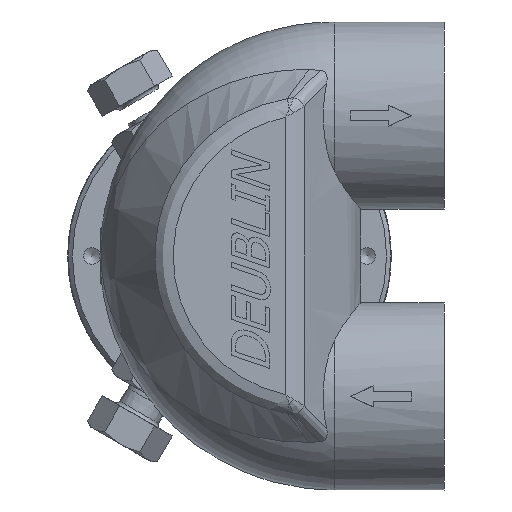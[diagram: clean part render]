
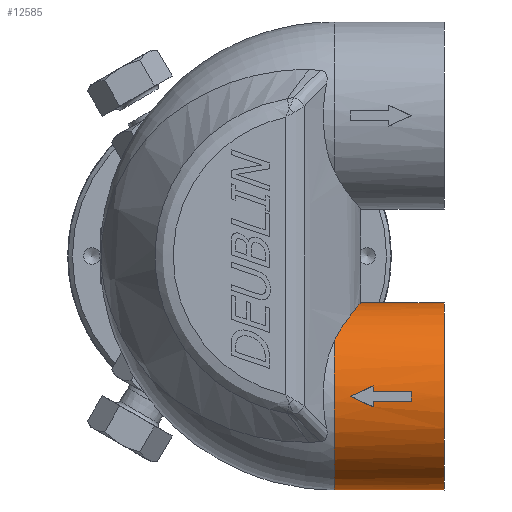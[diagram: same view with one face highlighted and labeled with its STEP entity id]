
A CAD part, left-side view. The second image highlights one B-rep face of the part: STEP entity #12585.
In plain terms, the highlighted cylindrical face has radius 17 mm (diameter 34 mm), a full revolution.
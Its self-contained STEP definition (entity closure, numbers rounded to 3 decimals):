
#419=ELLIPSE('',#13447,40.225,17.);
#420=ELLIPSE('',#13455,40.225,17.);
#511=FACE_BOUND('',#2761,.T.);
#1203=B_SPLINE_CURVE_WITH_KNOTS('',3,(#27843,#27844,#27845,#27846,#27847,
#27848,#27849,#27850,#27851,#27852,#27853,#27854,#27855,#27856),
 .UNSPECIFIED.,.F.,.F.,(4,2,2,2,2,2,4),(-0.309,-0.272,
-0.235,-0.166,-0.089,-0.045,
0.),.UNSPECIFIED.);
#1225=B_SPLINE_CURVE_WITH_KNOTS('',3,(#29428,#29429,#29430,#29431,#29432,
#29433,#29434,#29435),.UNSPECIFIED.,.F.,.F.,(4,2,2,4),(-2.683,
-1.148,-0.554,0.),
 .UNSPECIFIED.);
#1232=B_SPLINE_CURVE_WITH_KNOTS('',3,(#30156,#30157,#30158,#30159,#30160,
#30161,#30162,#30163,#30164,#30165,#30166,#30167),.UNSPECIFIED.,.F.,.F.,
(4,2,2,2,2,4),(6.262,6.546,6.831,7.116,
7.4,7.631),.UNSPECIFIED.);
#1974=FACE_OUTER_BOUND('',#2760,.T.);
#2760=EDGE_LOOP('',(#11242,#11243,#11244,#11245,#11246,#11247,#11248,#11249));
#2761=EDGE_LOOP('',(#11250,#11251,#11252,#11253,#11254,#11255,#11256));
#3533=LINE('',#27614,#4318);
#3538=LINE('',#27625,#4323);
#3553=LINE('',#30153,#4338);
#4318=VECTOR('',#15920,10.);
#4323=VECTOR('',#15931,10.);
#4338=VECTOR('',#16054,17.);
#4747=CIRCLE('',#13445,17.);
#4748=CIRCLE('',#13449,17.);
#4749=CIRCLE('',#13452,17.);
#4755=CIRCLE('',#13465,17.);
#4783=CIRCLE('',#13507,17.);
#4784=CIRCLE('',#13508,17.);
#5891=VERTEX_POINT('',#27589);
#5892=VERTEX_POINT('',#27590);
#5895=VERTEX_POINT('',#27598);
#5897=VERTEX_POINT('',#27604);
#5898=VERTEX_POINT('',#27605);
#5901=VERTEX_POINT('',#27613);
#5903=VERTEX_POINT('',#27619);
#5910=VERTEX_POINT('',#27646);
#5925=VERTEX_POINT('',#27759);
#5926=VERTEX_POINT('',#27842);
#5948=VERTEX_POINT('',#29413);
#5954=VERTEX_POINT('',#30151);
#5955=VERTEX_POINT('',#30154);
#7635=EDGE_CURVE('',#5891,#5892,#4747,.T.);
#7639=EDGE_CURVE('',#5892,#5895,#419,.T.);
#7642=EDGE_CURVE('',#5897,#5898,#4748,.T.);
#7646=EDGE_CURVE('',#5898,#5901,#3533,.T.);
#7649=EDGE_CURVE('',#5901,#5903,#4749,.T.);
#7652=EDGE_CURVE('',#5903,#5891,#3538,.T.);
#7654=EDGE_CURVE('',#5895,#5897,#420,.T.);
#7663=EDGE_CURVE('',#5910,#5910,#4755,.T.);
#7684=EDGE_CURVE('',#5925,#5926,#1203,.F.);
#7721=EDGE_CURVE('',#5925,#5948,#1225,.T.);
#7732=EDGE_CURVE('',#5948,#5954,#4783,.T.);
#7733=EDGE_CURVE('',#5954,#5910,#3553,.T.);
#7734=EDGE_CURVE('',#5954,#5955,#4784,.T.);
#7735=EDGE_CURVE('',#5926,#5955,#1232,.T.);
#11242=ORIENTED_EDGE('',*,*,#7732,.T.);
#11243=ORIENTED_EDGE('',*,*,#7733,.T.);
#11244=ORIENTED_EDGE('',*,*,#7663,.F.);
#11245=ORIENTED_EDGE('',*,*,#7733,.F.);
#11246=ORIENTED_EDGE('',*,*,#7734,.T.);
#11247=ORIENTED_EDGE('',*,*,#7735,.F.);
#11248=ORIENTED_EDGE('',*,*,#7684,.F.);
#11249=ORIENTED_EDGE('',*,*,#7721,.T.);
#11250=ORIENTED_EDGE('',*,*,#7649,.T.);
#11251=ORIENTED_EDGE('',*,*,#7652,.T.);
#11252=ORIENTED_EDGE('',*,*,#7635,.T.);
#11253=ORIENTED_EDGE('',*,*,#7639,.T.);
#11254=ORIENTED_EDGE('',*,*,#7654,.T.);
#11255=ORIENTED_EDGE('',*,*,#7642,.T.);
#11256=ORIENTED_EDGE('',*,*,#7646,.T.);
#11530=CYLINDRICAL_SURFACE('',#13506,17.);
#12585=ADVANCED_FACE('',(#1974,#511),#11530,.T.);
#13445=AXIS2_PLACEMENT_3D('',#27591,#15900,#15901);
#13447=AXIS2_PLACEMENT_3D('',#27599,#15907,#15908);
#13449=AXIS2_PLACEMENT_3D('',#27606,#15913,#15914);
#13452=AXIS2_PLACEMENT_3D('',#27620,#15925,#15926);
#13455=AXIS2_PLACEMENT_3D('',#27628,#15935,#15936);
#13465=AXIS2_PLACEMENT_3D('',#27647,#15958,#15959);
#13506=AXIS2_PLACEMENT_3D('',#30150,#16050,#16051);
#13507=AXIS2_PLACEMENT_3D('',#30152,#16052,#16053);
#13508=AXIS2_PLACEMENT_3D('',#30155,#16055,#16056);
#15900=DIRECTION('center_axis',(0.,-1.,0.));
#15901=DIRECTION('ref_axis',(-1.,0.,0.));
#15907=DIRECTION('center_axis',(0.,0.423,
-0.906));
#15908=DIRECTION('ref_axis',(0.,0.906,0.423));
#15913=DIRECTION('center_axis',(0.,-1.,0.));
#15914=DIRECTION('ref_axis',(-1.,0.,0.));
#15920=DIRECTION('',(0.,-1.,0.));
#15925=DIRECTION('center_axis',(0.,-1.,0.));
#15926=DIRECTION('ref_axis',(-1.,0.,0.));
#15931=DIRECTION('',(0.,1.,0.));
#15935=DIRECTION('center_axis',(0.,0.423,
0.906));
#15936=DIRECTION('ref_axis',(0.,-0.906,0.423));
#15958=DIRECTION('center_axis',(0.,-1.,0.));
#15959=DIRECTION('ref_axis',(-1.,0.,0.));
#16050=DIRECTION('center_axis',(0.,1.,0.));
#16051=DIRECTION('ref_axis',(-1.,0.,0.));
#16052=DIRECTION('center_axis',(0.,-1.,0.));
#16053=DIRECTION('ref_axis',(-1.,0.,0.));
#16054=DIRECTION('',(0.,-1.,0.));
#16055=DIRECTION('center_axis',(0.,-1.,0.));
#16056=DIRECTION('ref_axis',(-1.,0.,0.));
#27589=CARTESIAN_POINT('',(-62.801,-26.075,-26.4));
#27590=CARTESIAN_POINT('',(-62.718,-26.075,-27.4));
#27591=CARTESIAN_POINT('Origin',(-45.825,-26.075,-25.5));
#27598=CARTESIAN_POINT('',(-62.825,-22.,-25.5));
#27599=CARTESIAN_POINT('Origin',(-45.825,-22.,-25.5));
#27604=CARTESIAN_POINT('',(-62.718,-26.075,-23.6));
#27605=CARTESIAN_POINT('',(-62.801,-26.075,-24.6));
#27606=CARTESIAN_POINT('Origin',(-45.825,-26.075,-25.5));
#27613=CARTESIAN_POINT('',(-62.801,-33.,-24.6));
#27614=CARTESIAN_POINT('',(-62.801,-39.,-24.6));
#27619=CARTESIAN_POINT('',(-62.801,-33.,-26.4));
#27620=CARTESIAN_POINT('Origin',(-45.825,-33.,-25.5));
#27625=CARTESIAN_POINT('',(-62.801,-39.,-26.4));
#27628=CARTESIAN_POINT('Origin',(-45.825,-22.,-25.5));
#27646=CARTESIAN_POINT('',(-28.825,-39.,-25.5));
#27647=CARTESIAN_POINT('Origin',(-45.825,-39.,-25.5));
#27759=CARTESIAN_POINT('',(-48.132,-23.743,-8.657));
#27842=CARTESIAN_POINT('',(-45.825,-21.909,-8.5));
#27843=CARTESIAN_POINT('Ctrl Pts',(-45.825,-21.909,
-8.5));
#27844=CARTESIAN_POINT('Ctrl Pts',(-45.835,-22.057,
-8.5));
#27845=CARTESIAN_POINT('Ctrl Pts',(-45.863,-22.203,
-8.5));
#27846=CARTESIAN_POINT('Ctrl Pts',(-45.948,-22.486,
-8.5));
#27847=CARTESIAN_POINT('Ctrl Pts',(-46.007,-22.623,
-8.501));
#27848=CARTESIAN_POINT('Ctrl Pts',(-46.215,-22.991,
-8.504));
#27849=CARTESIAN_POINT('Ctrl Pts',(-46.391,-23.186,
-8.508));
#27850=CARTESIAN_POINT('Ctrl Pts',(-46.785,-23.498,
-8.526));
#27851=CARTESIAN_POINT('Ctrl Pts',(-47.015,-23.613,
-8.54));
#27852=CARTESIAN_POINT('Ctrl Pts',(-47.401,-23.725,
-8.573));
#27853=CARTESIAN_POINT('Ctrl Pts',(-47.545,-23.751,
-8.587));
#27854=CARTESIAN_POINT('Ctrl Pts',(-47.838,-23.771,
-8.619));
#27855=CARTESIAN_POINT('Ctrl Pts',(-47.986,-23.765,
-8.637));
#27856=CARTESIAN_POINT('Ctrl Pts',(-48.132,-23.743,
-8.657));
#29413=CARTESIAN_POINT('',(-59.552,-19.,-15.472));
#29428=CARTESIAN_POINT('Ctrl Pts',(-48.132,-23.743,
-8.657));
#29429=CARTESIAN_POINT('Ctrl Pts',(-49.994,-23.453,-8.912));
#29430=CARTESIAN_POINT('Ctrl Pts',(-51.755,-22.972,
-9.466));
#29431=CARTESIAN_POINT('Ctrl Pts',(-53.997,-22.141,
-10.577));
#29432=CARTESIAN_POINT('Ctrl Pts',(-55.043,-21.707,-11.133));
#29433=CARTESIAN_POINT('Ctrl Pts',(-57.395,-20.388,-12.962));
#29434=CARTESIAN_POINT('Ctrl Pts',(-58.532,-19.651,
-14.076));
#29435=CARTESIAN_POINT('Ctrl Pts',(-59.552,-19.,-15.472));
#30150=CARTESIAN_POINT('Origin',(-45.825,-39.,-25.5));
#30151=CARTESIAN_POINT('',(-28.825,-19.,-25.5));
#30152=CARTESIAN_POINT('Origin',(-45.825,-19.,-25.5));
#30153=CARTESIAN_POINT('',(-28.825,-39.,-25.5));
#30154=CARTESIAN_POINT('',(-33.464,-19.,-13.829));
#30155=CARTESIAN_POINT('Origin',(-45.825,-19.,-25.5));
#30156=CARTESIAN_POINT('Ctrl Pts',(-45.825,-21.909,-8.5));
#30157=CARTESIAN_POINT('Ctrl Pts',(-44.876,-21.909,
-8.5));
#30158=CARTESIAN_POINT('Ctrl Pts',(-43.893,-21.878,
-8.581));
#30159=CARTESIAN_POINT('Ctrl Pts',(-41.935,-21.742,-8.921));
#30160=CARTESIAN_POINT('Ctrl Pts',(-40.96,-21.636,-9.181));
#30161=CARTESIAN_POINT('Ctrl Pts',(-39.085,-21.334,-9.861));
#30162=CARTESIAN_POINT('Ctrl Pts',(-38.184,-21.138,-10.283));
#30163=CARTESIAN_POINT('Ctrl Pts',(-36.515,-20.643,
-11.243));
#30164=CARTESIAN_POINT('Ctrl Pts',(-35.746,-20.344,
-11.781));
#30165=CARTESIAN_POINT('Ctrl Pts',(-34.509,-19.72,
-12.793));
#30166=CARTESIAN_POINT('Ctrl Pts',(-33.965,-19.386,
-13.299));
#30167=CARTESIAN_POINT('Ctrl Pts',(-33.464,-19.,-13.829));
